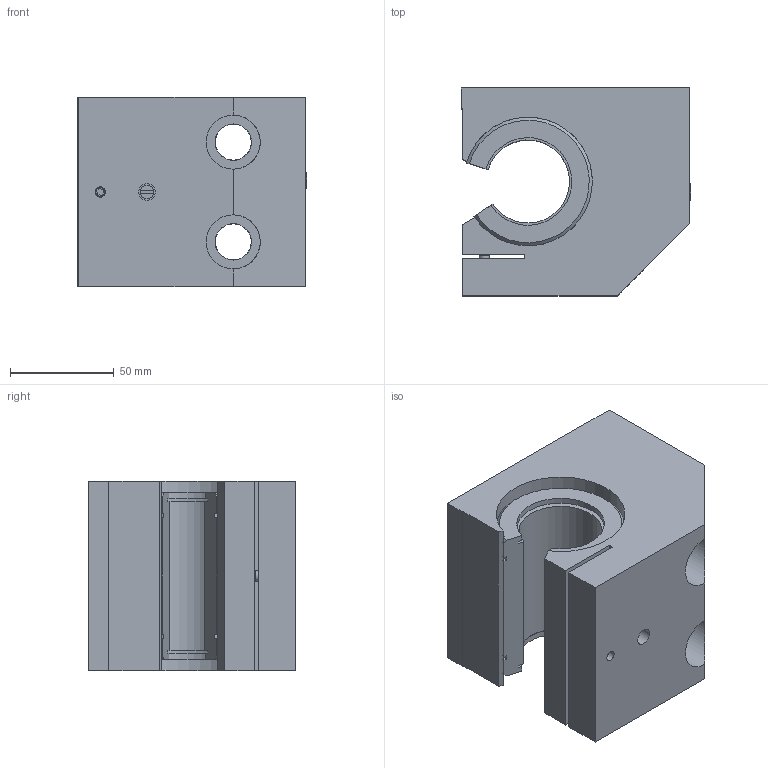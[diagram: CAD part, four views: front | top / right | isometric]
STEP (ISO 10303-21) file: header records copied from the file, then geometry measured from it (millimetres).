
FILE_DESCRIPTION(/* description */ ('Gehäuseeinheit mit seitlichem Segmentausschnitt und einstellbar'),/* implementation_level */ '2;1');
FILE_NAME(/* name */ '190604-0.step',/* time_stamp */ '2021-08-18T15:52:07+02:00',/* author */ ('MuellerJ'),/* organization */ (''),/* preprocessor_version */ 'ST-DEVELOPER v18.1',/* originating_system */ 'Autodesk Inventor 2021',/* authorisation */ '');
FILE_SCHEMA (('AUTOMOTIVE_DESIGN { 1 0 10303 214 3 1 1 }'));
Length unit declared in the file: millimetre
Products named in the file (3): leer; leer_1; leer_2
Assembly tree (2 placements, depth 2):
  leer
    leer_1
    leer_2
Bounding box: 110.25 x 100 x 91 mm (x, y, z)
Volume: 708201.7 mm3; surface area: 110109.6 mm2
Topology: 2 solids, 4 shells, 87 faces, 207 edges, 138 vertices
Faces by surface type: plane 54, cylinder 28, cone 4, torus 1
Full cylindrical faces by diameter (mm): 2.9 x1, 4 x1, 4.134 x2, 4.3 x1, 4.917 x2, 6.5 x1, 7 x1, 8 x2, 17.294 x2, 17.5 x2, 26 x2
Entity records: 2698 total; most frequent: CARTESIAN_POINT 471, DIRECTION 460, ORIENTED_EDGE 414, EDGE_CURVE 207, AXIS2_PLACEMENT_3D 163, VERTEX_POINT 138, LINE 134, VECTOR 134
